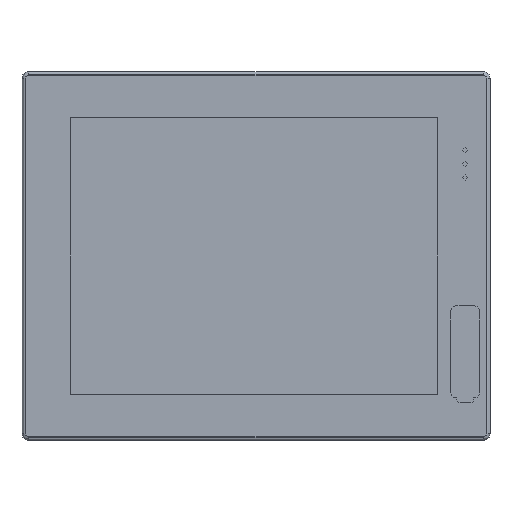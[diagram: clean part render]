
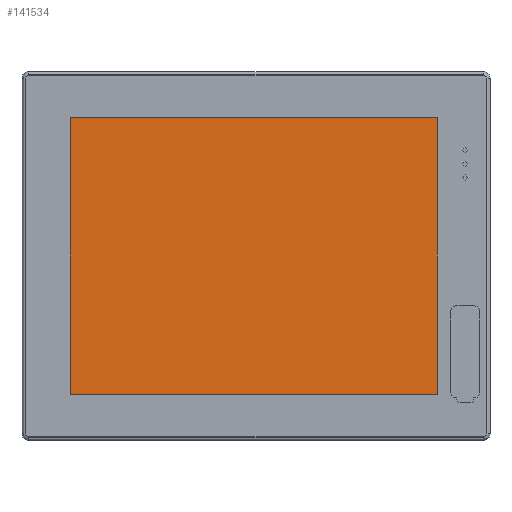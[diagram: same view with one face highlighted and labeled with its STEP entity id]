
A CAD part, front view. The second image highlights one B-rep face of the part: STEP entity #141534.
In plain terms, the highlighted planar face has unit normal (0, -1, 0).
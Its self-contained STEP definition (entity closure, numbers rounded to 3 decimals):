
#9749=FACE_OUTER_BOUND('',#18933,.T.);
#18933=EDGE_LOOP('',(#111929,#111930,#111931,#111932));
#33446=LINE('',#217243,#48739);
#33448=LINE('',#217247,#48741);
#33450=LINE('',#217251,#48743);
#33452=LINE('',#217254,#48745);
#48739=VECTOR('',#179466,162.);
#48741=VECTOR('',#179470,215.);
#48743=VECTOR('',#179474,162.);
#48745=VECTOR('',#179478,215.);
#63005=VERTEX_POINT('',#217240);
#63006=VERTEX_POINT('',#217242);
#63007=VERTEX_POINT('',#217246);
#63008=VERTEX_POINT('',#217250);
#79813=EDGE_CURVE('',#63006,#63005,#33446,.T.);
#79815=EDGE_CURVE('',#63007,#63006,#33448,.T.);
#79817=EDGE_CURVE('',#63008,#63007,#33450,.T.);
#79819=EDGE_CURVE('',#63005,#63008,#33452,.T.);
#111929=ORIENTED_EDGE('',*,*,#79813,.T.);
#111930=ORIENTED_EDGE('',*,*,#79819,.T.);
#111931=ORIENTED_EDGE('',*,*,#79817,.T.);
#111932=ORIENTED_EDGE('',*,*,#79815,.T.);
#126945=PLANE('',#150416);
#141534=ADVANCED_FACE('',(#9749),#126945,.T.);
#150416=AXIS2_PLACEMENT_3D('',#217255,#179479,#179480);
#179466=DIRECTION('',(0.,0.,-1.));
#179470=DIRECTION('',(-1.,0.,0.));
#179474=DIRECTION('',(0.,0.,1.));
#179478=DIRECTION('',(1.,0.,0.));
#179479=DIRECTION('center_axis',(0.,-1.,0.));
#179480=DIRECTION('ref_axis',(1.,0.,0.));
#217240=CARTESIAN_POINT('',(-108.75,-0.1,-81.));
#217242=CARTESIAN_POINT('',(-108.75,-0.1,81.));
#217243=CARTESIAN_POINT('',(-108.75,-0.1,81.));
#217246=CARTESIAN_POINT('',(106.25,-0.1,81.));
#217247=CARTESIAN_POINT('',(106.25,-0.1,81.));
#217250=CARTESIAN_POINT('',(106.25,-0.1,-81.));
#217251=CARTESIAN_POINT('',(106.25,-0.1,-81.));
#217254=CARTESIAN_POINT('',(-108.75,-0.1,-81.));
#217255=CARTESIAN_POINT('Origin',(0.,-0.1,0.));
